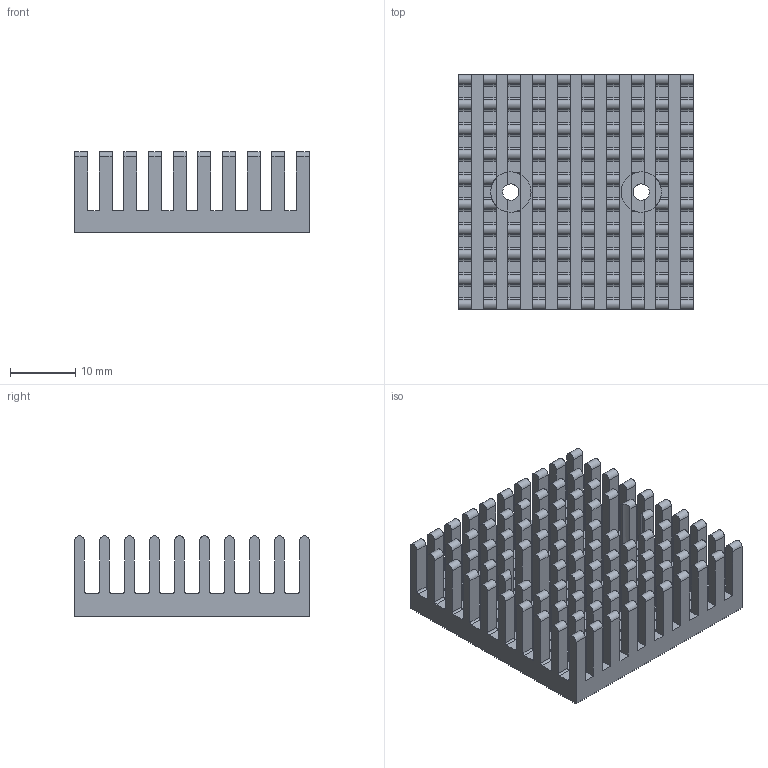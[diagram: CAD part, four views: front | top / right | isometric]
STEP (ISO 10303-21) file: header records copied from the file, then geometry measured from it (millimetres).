
FILE_DESCRIPTION(('FreeCAD Model'),'2;1');
FILE_NAME('HeatSink_FischerElektronik__ICK_PGA_14_x_14_x_12.step','2018-01-19T12:59:08',('Author'),(''), 'Open CASCADE STEP processor 7.1','FreeCAD','Unknown');
FILE_SCHEMA(('AUTOMOTIVE_DESIGN { 1 0 10303 214 1 1 1 1 }'));
Length unit declared in the file: millimetre
Products named in the file (2): Fischer_Elektronik_ICK_PGA14x14x12_HeatSink; HeatSink
Assembly tree (1 placements, depth 2):
  Fischer_Elektronik_ICK_PGA14x14x12_HeatSink
    HeatSink
Bounding box: 36 x 36 x 12.3 mm (x, y, z)
Volume: 6838.8 mm3; surface area: 8908.3 mm2
Topology: 1 solids, 1 shells, 589 faces, 1744 edges, 1155 vertices
Faces by surface type: plane 308, cylinder 281
Full cylindrical faces by diameter (mm): 2.5 x2
Entity records: 43793 total; most frequent: CARTESIAN_POINT 9180, DIRECTION 6658, LINE 4059, VECTOR 4059, ORIENTED_EDGE 3488, PCURVE 3488, DEFINITIONAL_REPRESENTATION 3488, EDGE_CURVE 1744
